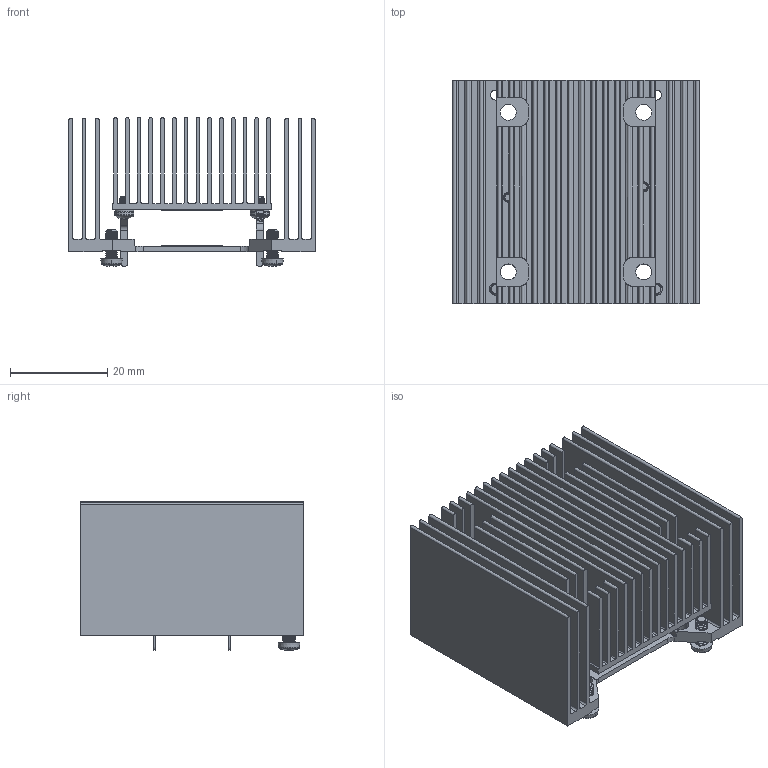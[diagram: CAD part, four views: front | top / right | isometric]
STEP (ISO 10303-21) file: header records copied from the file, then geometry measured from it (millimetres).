
FILE_DESCRIPTION (( 'STEP AP214' ), '1' );
FILE_NAME ('40408 Dual HS 4623 19mm.STEP', '2019-02-13T20:23:31', ( 'admin' ), ( 'Microsoft' ), 'SwSTEP 2.0', 'SolidWorks 2017', '' );
FILE_SCHEMA (( 'AUTOMOTIVE_DESIGN' ));
Length unit declared in the file: inch
Products named in the file (9): 40265; 40578_94017A152; 39949-XX_39949-07 ASSEMBLED; 40110_19MM LF (40532); 40261; 40327; 40247; 39949-XX_39949-05 ASSEMBLED; 40408 Dual HS 4623 19mm
Assembly tree (11 placements, depth 3):
  40408 Dual HS 4623 19mm
    40110_19MM LF (40532)
      39949-XX_39949-05 ASSEMBLED
      40247  x2
      40327  x2
      40261
    39949-XX_39949-07 ASSEMBLED
    40578_94017A152  x2
    40265
Bounding box: 50.8 x 46 x 30.7 mm (x, y, z)
Volume: 18802 mm3; surface area: 44804.6 mm2
Topology: 12 solids, 12 shells, 772 faces, 2174 edges, 1438 vertices
Faces by surface type: plane 344, cylinder 276, bspline 100, cone 42, torus 8, sphere 2
Entity records: 31619 total; most frequent: CARTESIAN_POINT 10449, ORIENTED_EDGE 3116, DIRECTION 2617, EDGE_CURVE 1558, VERTEX_POINT 1033, AXIS2_PLACEMENT_3D 891, LINE 835, VECTOR 835
